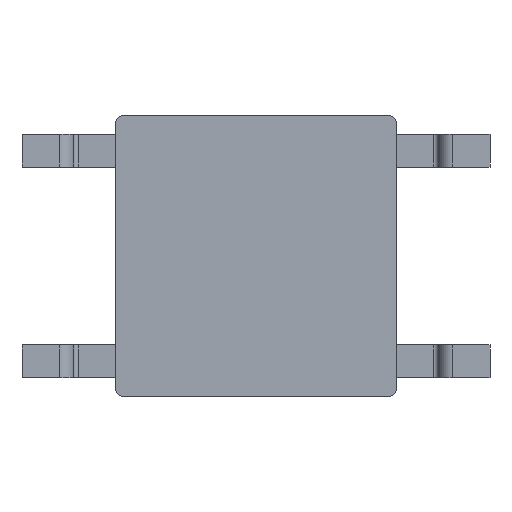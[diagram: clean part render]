
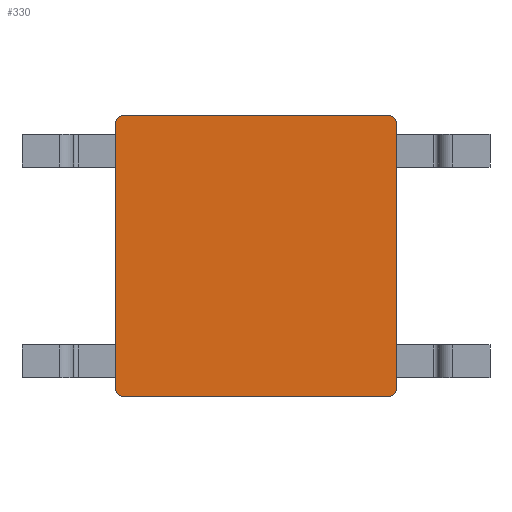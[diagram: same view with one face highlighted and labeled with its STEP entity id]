
A CAD part, front view. The second image highlights one B-rep face of the part: STEP entity #330.
In plain terms, the highlighted planar face has unit normal (0, -1, 0).
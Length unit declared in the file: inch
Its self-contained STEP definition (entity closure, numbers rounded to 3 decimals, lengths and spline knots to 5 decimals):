
#105 = CARTESIAN_POINT ( 'NONE',  ( 0.11811, 0., 0.1122 ) ) ;
#127 = ORIENTED_EDGE ( 'NONE', *, *, #1789, .F. ) ;
#165 = EDGE_CURVE ( 'NONE', #3663, #2735, #2672, .T. ) ;
#228 = VERTEX_POINT ( 'NONE', #2839 ) ;
#251 = CARTESIAN_POINT ( 'NONE',  ( -0.11811, 0., 0. ) ) ;
#323 = LINE ( 'NONE', #1435, #985 ) ;
#330 = ADVANCED_FACE ( 'NONE', ( #2708 ), #3244, .F. ) ;
#426 = ORIENTED_EDGE ( 'NONE', *, *, #2033, .F. ) ;
#440 = CARTESIAN_POINT ( 'NONE',  ( -0.1122, 0., 0.11811 ) ) ;
#441 = AXIS2_PLACEMENT_3D ( 'NONE', #1543, #2455, #2208 ) ;
#462 = AXIS2_PLACEMENT_3D ( 'NONE', #1134, #3109, #1422 ) ;
#554 = LINE ( 'NONE', #1361, #2647 ) ;
#561 = VERTEX_POINT ( 'NONE', #440 ) ;
#595 = CARTESIAN_POINT ( 'NONE',  ( 0.1122, 0., -0.11811 ) ) ;
#618 = VERTEX_POINT ( 'NONE', #1843 ) ;
#735 = AXIS2_PLACEMENT_3D ( 'NONE', #1404, #3385, #1683 ) ;
#738 = CIRCLE ( 'NONE', #735, 0.00591 ) ;
#763 = CARTESIAN_POINT ( 'NONE',  ( -0.1122, 0., 0.1122 ) ) ;
#786 = EDGE_CURVE ( 'NONE', #561, #3663, #554, .T. ) ;
#851 = EDGE_LOOP ( 'NONE', ( #1771, #2131, #1848, #127, #2640, #2451, #426, #3410 ) ) ;
#878 = CIRCLE ( 'NONE', #462, 0.00591 ) ;
#903 = VECTOR ( 'NONE', #1508, 39.37008 ) ;
#924 = LINE ( 'NONE', #251, #2324 ) ;
#985 = VECTOR ( 'NONE', #3120, 39.37008 ) ;
#1036 = DIRECTION ( 'NONE',  ( 0., 0., -1. ) ) ;
#1134 = CARTESIAN_POINT ( 'NONE',  ( 0.1122, 0., -0.1122 ) ) ;
#1281 = EDGE_CURVE ( 'NONE', #3033, #561, #3541, .T. ) ;
#1361 = CARTESIAN_POINT ( 'NONE',  ( 0., 0., 0.11811 ) ) ;
#1404 = CARTESIAN_POINT ( 'NONE',  ( -0.1122, 0., -0.1122 ) ) ;
#1422 = DIRECTION ( 'NONE',  ( 0., 0., -1. ) ) ;
#1435 = CARTESIAN_POINT ( 'NONE',  ( 0., 0., -0.11811 ) ) ;
#1456 = DIRECTION ( 'NONE',  ( 0., 0., -1. ) ) ;
#1508 = DIRECTION ( 'NONE',  ( 0., 0., -1. ) ) ;
#1543 = CARTESIAN_POINT ( 'NONE',  ( 0., 0., 0. ) ) ;
#1636 = LINE ( 'NONE', #3488, #903 ) ;
#1646 = DIRECTION ( 'NONE',  ( 1., 0., 0. ) ) ;
#1650 = AXIS2_PLACEMENT_3D ( 'NONE', #1734, #3436, #1456 ) ;
#1683 = DIRECTION ( 'NONE',  ( 0., 0., -1. ) ) ;
#1734 = CARTESIAN_POINT ( 'NONE',  ( 0.1122, 0., 0.1122 ) ) ;
#1771 = ORIENTED_EDGE ( 'NONE', *, *, #165, .F. ) ;
#1789 = EDGE_CURVE ( 'NONE', #2914, #3033, #924, .T. ) ;
#1796 = CARTESIAN_POINT ( 'NONE',  ( -0.11811, 0., -0.1122 ) ) ;
#1843 = CARTESIAN_POINT ( 'NONE',  ( -0.1122, 0., -0.11811 ) ) ;
#1846 = EDGE_CURVE ( 'NONE', #618, #2914, #738, .T. ) ;
#1848 = ORIENTED_EDGE ( 'NONE', *, *, #1281, .F. ) ;
#2033 = EDGE_CURVE ( 'NONE', #228, #2263, #878, .T. ) ;
#2120 = CARTESIAN_POINT ( 'NONE',  ( -0.11811, 0., 0.1122 ) ) ;
#2131 = ORIENTED_EDGE ( 'NONE', *, *, #786, .F. ) ;
#2208 = DIRECTION ( 'NONE',  ( 0., 0., 1. ) ) ;
#2263 = VERTEX_POINT ( 'NONE', #595 ) ;
#2324 = VECTOR ( 'NONE', #3341, 39.37008 ) ;
#2451 = ORIENTED_EDGE ( 'NONE', *, *, #3193, .F. ) ;
#2455 = DIRECTION ( 'NONE',  ( 0., 1., 0. ) ) ;
#2640 = ORIENTED_EDGE ( 'NONE', *, *, #1846, .F. ) ;
#2647 = VECTOR ( 'NONE', #1646, 39.37008 ) ;
#2672 = CIRCLE ( 'NONE', #1650, 0.00591 ) ;
#2708 = FACE_OUTER_BOUND ( 'NONE', #851, .T. ) ;
#2732 = DIRECTION ( 'NONE',  ( 0., 1., 0. ) ) ;
#2735 = VERTEX_POINT ( 'NONE', #105 ) ;
#2839 = CARTESIAN_POINT ( 'NONE',  ( 0.11811, 0., -0.1122 ) ) ;
#2870 = EDGE_CURVE ( 'NONE', #2735, #228, #1636, .T. ) ;
#2914 = VERTEX_POINT ( 'NONE', #1796 ) ;
#3033 = VERTEX_POINT ( 'NONE', #2120 ) ;
#3085 = AXIS2_PLACEMENT_3D ( 'NONE', #763, #2732, #1036 ) ;
#3091 = CARTESIAN_POINT ( 'NONE',  ( 0.1122, 0., 0.11811 ) ) ;
#3109 = DIRECTION ( 'NONE',  ( 0., 1., 0. ) ) ;
#3120 = DIRECTION ( 'NONE',  ( -1., 0., 0. ) ) ;
#3193 = EDGE_CURVE ( 'NONE', #2263, #618, #323, .T. ) ;
#3244 = PLANE ( 'NONE',  #441 ) ;
#3341 = DIRECTION ( 'NONE',  ( 0., 0., 1. ) ) ;
#3385 = DIRECTION ( 'NONE',  ( 0., 1., 0. ) ) ;
#3410 = ORIENTED_EDGE ( 'NONE', *, *, #2870, .F. ) ;
#3436 = DIRECTION ( 'NONE',  ( 0., 1., 0. ) ) ;
#3488 = CARTESIAN_POINT ( 'NONE',  ( 0.11811, 0., 0. ) ) ;
#3541 = CIRCLE ( 'NONE', #3085, 0.00591 ) ;
#3663 = VERTEX_POINT ( 'NONE', #3091 ) ;
